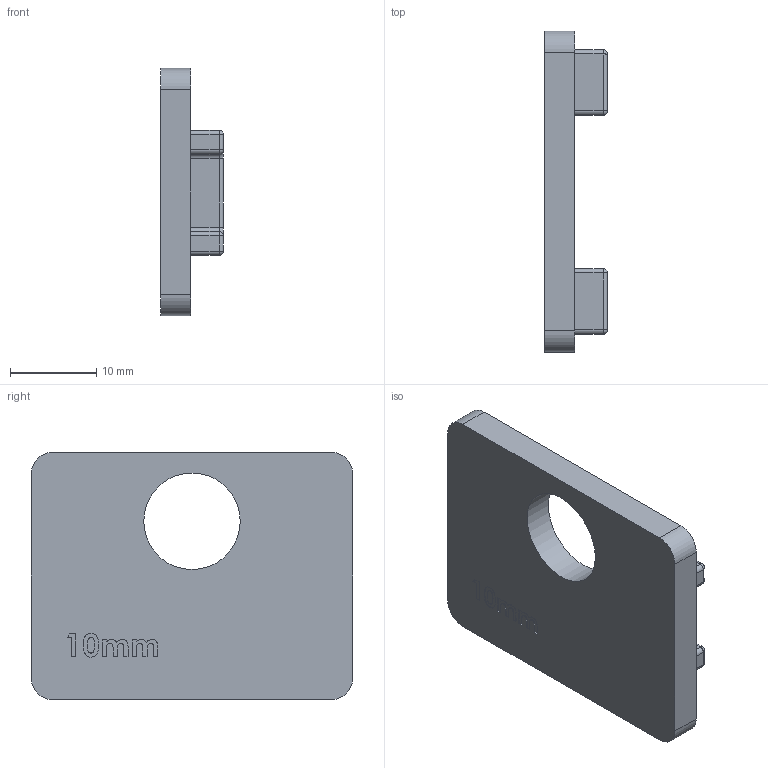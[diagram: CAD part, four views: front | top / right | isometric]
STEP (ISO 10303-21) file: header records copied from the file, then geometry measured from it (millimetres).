
FILE_DESCRIPTION (( 'STEP AP203' ), '1' );
FILE_NAME ('2610-GU.step', '2021-11-25T07:55:45', ( '' ), ( '' ), 'SwSTEP 2.0', 'SolidWorks 2018', '' );
FILE_SCHEMA (( 'CONFIG_CONTROL_DESIGN' ));
Length unit declared in the file: millimetre
Products named in the file (2): 2610-GU
Bounding box: 7.3 x 37.3 x 28.7 mm (x, y, z)
Volume: 3827.4 mm3; surface area: 2903.8 mm2
Topology: 1 solids, 1 shells, 485 faces, 1275 edges, 818 vertices
Faces by surface type: plane 231, bspline 177, cylinder 53, sphere 16, torus 8
Full cylindrical faces by diameter (mm): 11.2 x1
Entity records: 24443 total; most frequent: CARTESIAN_POINT 13556, ORIENTED_EDGE 2516, DIRECTION 1638, EDGE_CURVE 1258, VERTEX_POINT 818, VECTOR 790, LINE 790, EDGE_LOOP 530
